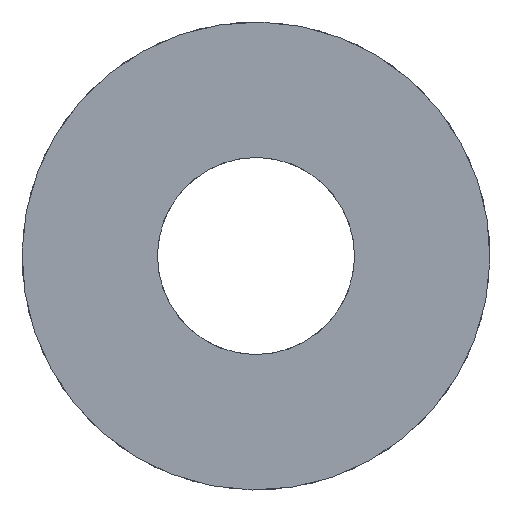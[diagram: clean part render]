
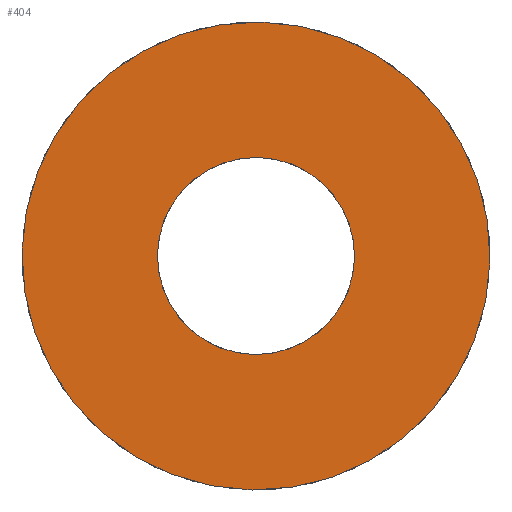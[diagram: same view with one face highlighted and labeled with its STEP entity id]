
A CAD part, front view. The second image highlights one B-rep face of the part: STEP entity #404.
In plain terms, the highlighted face is planar.
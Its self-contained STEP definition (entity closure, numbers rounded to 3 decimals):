
#27 = CARTESIAN_POINT ( 'NONE',  ( 0., 2.3, 0. ) ) ;
#38 = CIRCLE ( 'NONE', #690, 9.5 ) ;
#66 = EDGE_CURVE ( 'NONE', #1169, #524, #1607, .T. ) ;
#97 = DIRECTION ( 'NONE',  ( 0., 0., 1. ) ) ;
#216 = AXIS2_PLACEMENT_3D ( 'NONE', #326, #756, #1739 ) ;
#290 = DIRECTION ( 'NONE',  ( 0., 0., 1. ) ) ;
#309 = DIRECTION ( 'NONE',  ( 0., 1., 0. ) ) ;
#318 = ORIENTED_EDGE ( 'NONE', *, *, #1408, .T. ) ;
#326 = CARTESIAN_POINT ( 'NONE',  ( 0., 2.3, 0. ) ) ;
#404 = ADVANCED_FACE ( 'NONE', ( #1788, #1250 ), #512, .T. ) ;
#442 = CARTESIAN_POINT ( 'NONE',  ( 0., 2.3, 4. ) ) ;
#478 = DIRECTION ( 'NONE',  ( 0., 1., 0. ) ) ;
#512 = PLANE ( 'NONE',  #1194 ) ;
#524 = VERTEX_POINT ( 'NONE', #442 ) ;
#573 = DIRECTION ( 'NONE',  ( 0., 0., 1. ) ) ;
#576 = EDGE_CURVE ( 'NONE', #1355, #1216, #38, .T. ) ;
#690 = AXIS2_PLACEMENT_3D ( 'NONE', #1454, #1003, #290 ) ;
#708 = EDGE_CURVE ( 'NONE', #524, #1169, #716, .T. ) ;
#716 = CIRCLE ( 'NONE', #1185, 4. ) ;
#741 = ORIENTED_EDGE ( 'NONE', *, *, #576, .T. ) ;
#756 = DIRECTION ( 'NONE',  ( 0., 1., 0. ) ) ;
#762 = DIRECTION ( 'NONE',  ( 0., 0., 1. ) ) ;
#811 = CARTESIAN_POINT ( 'NONE',  ( 0., 2.3, 0. ) ) ;
#1003 = DIRECTION ( 'NONE',  ( 0., 1., 0. ) ) ;
#1098 = CARTESIAN_POINT ( 'NONE',  ( 0., 2.3, 9.5 ) ) ;
#1150 = AXIS2_PLACEMENT_3D ( 'NONE', #27, #309, #573 ) ;
#1169 = VERTEX_POINT ( 'NONE', #1793 ) ;
#1185 = AXIS2_PLACEMENT_3D ( 'NONE', #1777, #478, #762 ) ;
#1194 = AXIS2_PLACEMENT_3D ( 'NONE', #811, #1369, #97 ) ;
#1216 = VERTEX_POINT ( 'NONE', #1098 ) ;
#1250 = FACE_BOUND ( 'NONE', #1597, .T. ) ;
#1283 = ORIENTED_EDGE ( 'NONE', *, *, #708, .F. ) ;
#1355 = VERTEX_POINT ( 'NONE', #1596 ) ;
#1369 = DIRECTION ( 'NONE',  ( 0., 1., 0. ) ) ;
#1405 = CIRCLE ( 'NONE', #216, 9.5 ) ;
#1408 = EDGE_CURVE ( 'NONE', #1216, #1355, #1405, .T. ) ;
#1454 = CARTESIAN_POINT ( 'NONE',  ( 0., 2.3, 0. ) ) ;
#1554 = ORIENTED_EDGE ( 'NONE', *, *, #66, .F. ) ;
#1596 = CARTESIAN_POINT ( 'NONE',  ( 0., 2.3, -9.5 ) ) ;
#1597 = EDGE_LOOP ( 'NONE', ( #1554, #1283 ) ) ;
#1607 = CIRCLE ( 'NONE', #1150, 4. ) ;
#1653 = EDGE_LOOP ( 'NONE', ( #741, #318 ) ) ;
#1739 = DIRECTION ( 'NONE',  ( 0., 0., 1. ) ) ;
#1777 = CARTESIAN_POINT ( 'NONE',  ( 0., 2.3, 0. ) ) ;
#1788 = FACE_OUTER_BOUND ( 'NONE', #1653, .T. ) ;
#1793 = CARTESIAN_POINT ( 'NONE',  ( 0., 2.3, -4. ) ) ;
